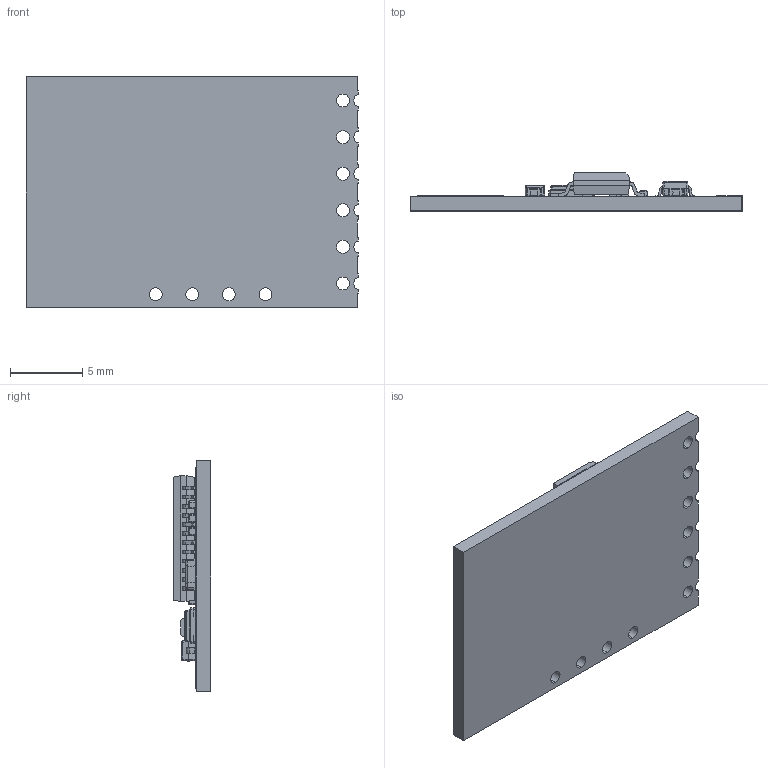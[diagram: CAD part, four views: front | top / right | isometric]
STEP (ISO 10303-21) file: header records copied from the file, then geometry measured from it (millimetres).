
FILE_DESCRIPTION (( 'STEP AP214' ), '1' );
FILE_NAME ('mh-m18.STEP', '2020-10-27T13:33:36', ( '' ), ( '' ), 'SwSTEP 2.0', 'SolidWorks 2019', '' );
FILE_SCHEMA (( 'AUTOMOTIVE_DESIGN' ));
Length unit declared in the file: millimetre
Products named in the file (11): SSOPxL-150-0.64_24L-150-0.64-Default; Flat.stp; CAPC-0402-T0.55-BN.stp; mh-m18; ABM8.stp; CAPC-0805-T0.75-BN.stp; LED-0805h1.1.stp; SC-76A.stp; RESC-0402.stp; Pins.stp
Assembly tree (21 placements, depth 3):
  mh-m18
    mh-m18
    RESC-0402.stp  x5
    CAPC-0402-T0.55-BN.stp  x8
    CAPC-0805-T0.75-BN.stp
    ABM8.stp
      Flat.stp
      Pins.stp
    LED-0805h1.1.stp
    SC-76A.stp
    SSOPxL-150-0.64_24L-150-0.64-Default
Bounding box: 23.04 x 2.62 x 16 mm (x, y, z)
Volume: 429.7 mm3; surface area: 1087.8 mm2
Topology: 37 solids, 37 shells, 1371 faces, 3561 edges, 2220 vertices
Faces by surface type: plane 797, cylinder 476, sphere 72, bspline 14, cone 8, torus 4
Entity records: 32419 total; most frequent: CARTESIAN_POINT 5419, DIRECTION 4607, ORIENTED_EDGE 4546, EDGE_CURVE 2273, VECTOR 1639, LINE 1639, AXIS2_PLACEMENT_3D 1484, VERTEX_POINT 1476
